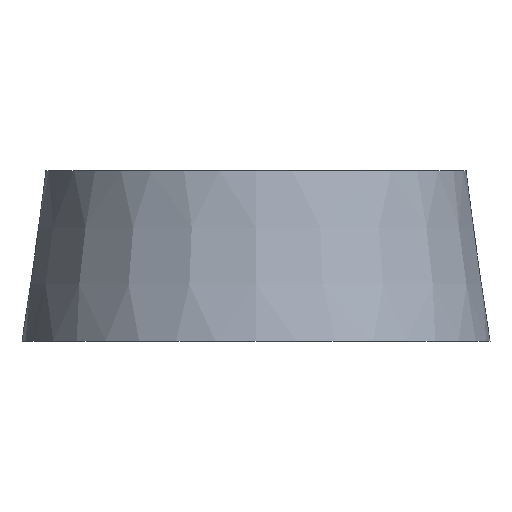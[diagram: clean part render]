
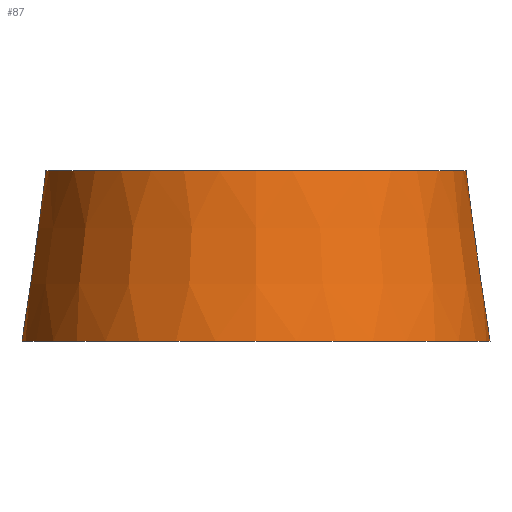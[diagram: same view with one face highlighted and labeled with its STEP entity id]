
A CAD part, left-side view. The second image highlights one B-rep face of the part: STEP entity #87.
In plain terms, the highlighted conical face has half-angle 8 degrees and reference radius 11 mm.
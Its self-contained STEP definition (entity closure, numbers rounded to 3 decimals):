
#15=CONICAL_SURFACE('',#111,11.,0.14);
#25=FACE_OUTER_BOUND('',#32,.T.);
#32=EDGE_LOOP('',(#74,#75,#76,#77));
#39=LINE('',#163,#42);
#42=VECTOR('',#138,11.);
#47=CIRCLE('',#112,9.876);
#48=CIRCLE('',#113,11.);
#53=VERTEX_POINT('',#160);
#54=VERTEX_POINT('',#162);
#61=EDGE_CURVE('',#53,#53,#47,.T.);
#62=EDGE_CURVE('',#53,#54,#39,.T.);
#63=EDGE_CURVE('',#54,#54,#48,.T.);
#74=ORIENTED_EDGE('',*,*,#61,.T.);
#75=ORIENTED_EDGE('',*,*,#62,.T.);
#76=ORIENTED_EDGE('',*,*,#63,.T.);
#77=ORIENTED_EDGE('',*,*,#62,.F.);
#87=ADVANCED_FACE('',(#25),#15,.T.);
#111=AXIS2_PLACEMENT_3D('',#159,#134,#135);
#112=AXIS2_PLACEMENT_3D('',#161,#136,#137);
#113=AXIS2_PLACEMENT_3D('',#164,#139,#140);
#134=DIRECTION('center_axis',(0.,0.,-1.));
#135=DIRECTION('ref_axis',(1.,0.,0.));
#136=DIRECTION('center_axis',(0.,0.,-1.));
#137=DIRECTION('ref_axis',(1.,0.,0.));
#138=DIRECTION('',(-0.139,0.,-0.99));
#139=DIRECTION('center_axis',(0.,0.,1.));
#140=DIRECTION('ref_axis',(1.,0.,0.));
#159=CARTESIAN_POINT('Origin',(0.,0.,0.));
#160=CARTESIAN_POINT('',(-9.876,0.,8.));
#161=CARTESIAN_POINT('Origin',(0.,0.,8.));
#162=CARTESIAN_POINT('',(-11.,0.,0.));
#163=CARTESIAN_POINT('',(-11.,0.,0.));
#164=CARTESIAN_POINT('Origin',(0.,0.,0.));
